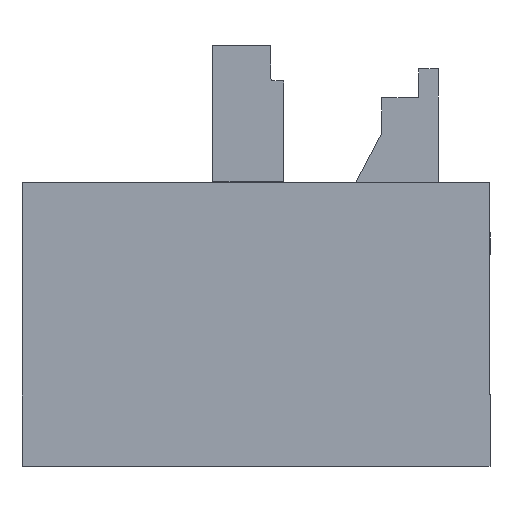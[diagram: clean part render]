
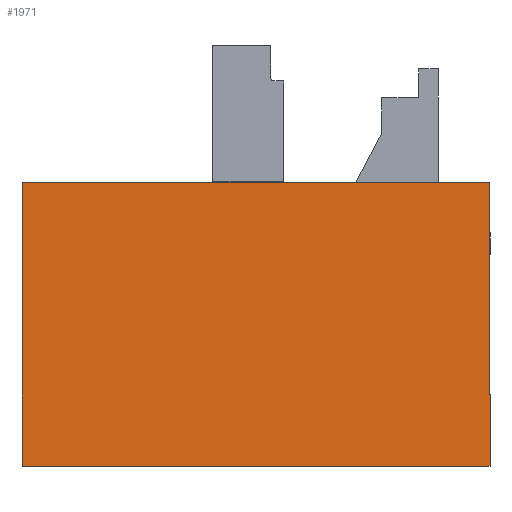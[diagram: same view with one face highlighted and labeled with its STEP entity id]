
A CAD part, front view. The second image highlights one B-rep face of the part: STEP entity #1971.
In plain terms, the highlighted planar face has unit normal (0, -1, 0).
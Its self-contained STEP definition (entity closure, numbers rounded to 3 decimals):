
#130 = ORIENTED_EDGE ( 'NONE', *, *, #1381, .F. ) ;
#165 = VERTEX_POINT ( 'NONE', #1075 ) ;
#424 = DIRECTION ( 'NONE',  ( 0., 1., 0. ) ) ;
#454 = VERTEX_POINT ( 'NONE', #1187 ) ;
#635 = CARTESIAN_POINT ( 'NONE',  ( 0., -1.9, 0. ) ) ;
#677 = LINE ( 'NONE', #1965, #2010 ) ;
#717 = LINE ( 'NONE', #1093, #1950 ) ;
#742 = VECTOR ( 'NONE', #924, 1000. ) ;
#827 = CARTESIAN_POINT ( 'NONE',  ( 82.45, -1.9, 50. ) ) ;
#898 = LINE ( 'NONE', #1115, #742 ) ;
#924 = DIRECTION ( 'NONE',  ( 1., 0., 0. ) ) ;
#971 = ORIENTED_EDGE ( 'NONE', *, *, #1236, .F. ) ;
#1075 = CARTESIAN_POINT ( 'NONE',  ( -82.45, -1.9, 50. ) ) ;
#1080 = ORIENTED_EDGE ( 'NONE', *, *, #2073, .F. ) ;
#1093 = CARTESIAN_POINT ( 'NONE',  ( -82.45, -1.9, -50. ) ) ;
#1115 = CARTESIAN_POINT ( 'NONE',  ( -82.45, -1.9, 50. ) ) ;
#1182 = VERTEX_POINT ( 'NONE', #1694 ) ;
#1184 = ORIENTED_EDGE ( 'NONE', *, *, #1895, .F. ) ;
#1187 = CARTESIAN_POINT ( 'NONE',  ( -82.45, -1.9, -50. ) ) ;
#1236 = EDGE_CURVE ( 'NONE', #2103, #1182, #677, .T. ) ;
#1319 = FACE_OUTER_BOUND ( 'NONE', #1881, .T. ) ;
#1381 = EDGE_CURVE ( 'NONE', #165, #2103, #898, .T. ) ;
#1694 = CARTESIAN_POINT ( 'NONE',  ( 82.45, -1.9, -50. ) ) ;
#1816 = DIRECTION ( 'NONE',  ( 0., 0., 1. ) ) ;
#1830 = AXIS2_PLACEMENT_3D ( 'NONE', #635, #424, #2254 ) ;
#1836 = VECTOR ( 'NONE', #2111, 1000. ) ;
#1881 = EDGE_LOOP ( 'NONE', ( #130, #1184, #1080, #971 ) ) ;
#1895 = EDGE_CURVE ( 'NONE', #454, #165, #717, .T. ) ;
#1950 = VECTOR ( 'NONE', #1816, 1000. ) ;
#1965 = CARTESIAN_POINT ( 'NONE',  ( 82.45, -1.9, -50. ) ) ;
#1971 = ADVANCED_FACE ( 'NONE', ( #1319 ), #2043, .F. ) ;
#2010 = VECTOR ( 'NONE', #2126, 1000. ) ;
#2043 = PLANE ( 'NONE',  #1830 ) ;
#2073 = EDGE_CURVE ( 'NONE', #1182, #454, #2343, .T. ) ;
#2103 = VERTEX_POINT ( 'NONE', #827 ) ;
#2111 = DIRECTION ( 'NONE',  ( -1., 0., 0. ) ) ;
#2126 = DIRECTION ( 'NONE',  ( 0., 0., -1. ) ) ;
#2165 = CARTESIAN_POINT ( 'NONE',  ( -82.45, -1.9, -50. ) ) ;
#2254 = DIRECTION ( 'NONE',  ( 0., 0., 1. ) ) ;
#2343 = LINE ( 'NONE', #2165, #1836 ) ;
